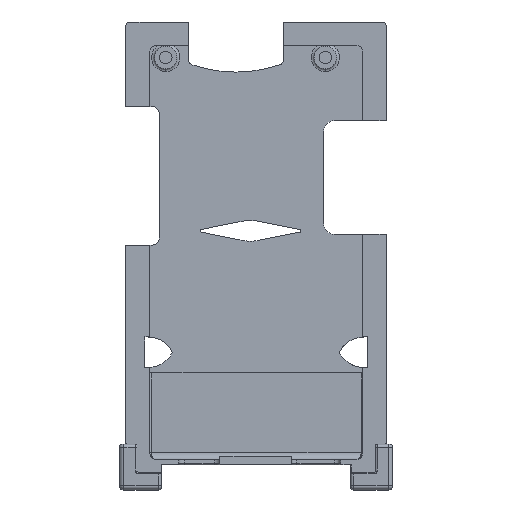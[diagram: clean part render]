
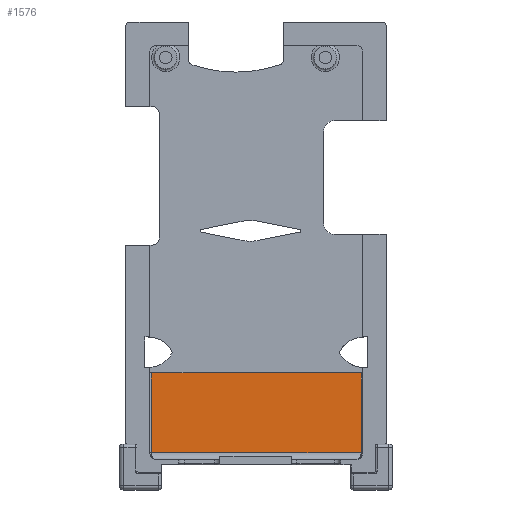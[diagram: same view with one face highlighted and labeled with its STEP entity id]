
A CAD part, front view. The second image highlights one B-rep face of the part: STEP entity #1576.
In plain terms, the highlighted planar face has unit normal (0, -1, 0).
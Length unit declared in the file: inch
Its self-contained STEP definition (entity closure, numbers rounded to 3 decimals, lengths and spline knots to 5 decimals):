
#160 = DIRECTION ( 'NONE',  ( 0., 0., 1. ) ) ;
#354 = DIRECTION ( 'NONE',  ( 1., 0., 0. ) ) ;
#1043 = LINE ( 'NONE', #8843, #11559 ) ;
#1050 = PLANE ( 'NONE',  #2237 ) ;
#1051 = CARTESIAN_POINT ( 'NONE',  ( -0.81568, 0.42915, -0.60913 ) ) ;
#1576 = ADVANCED_FACE ( 'NONE', ( #9943 ), #1050, .F. ) ;
#1646 = VECTOR ( 'NONE', #160, 39.37008 ) ;
#2019 = VERTEX_POINT ( 'NONE', #2212 ) ;
#2045 = LINE ( 'NONE', #5746, #7667 ) ;
#2212 = CARTESIAN_POINT ( 'NONE',  ( 0.677, 0.42915, -0.60913 ) ) ;
#2237 = AXIS2_PLACEMENT_3D ( 'NONE', #9139, #8330, #5561 ) ;
#2511 = ORIENTED_EDGE ( 'NONE', *, *, #9414, .F. ) ;
#3403 = DIRECTION ( 'NONE',  ( 0., 0., -1. ) ) ;
#3800 = EDGE_CURVE ( 'NONE', #10279, #5113, #1043, .T. ) ;
#4676 = ORIENTED_EDGE ( 'NONE', *, *, #3800, .T. ) ;
#5113 = VERTEX_POINT ( 'NONE', #7606 ) ;
#5561 = DIRECTION ( 'NONE',  ( 0., 0., 1. ) ) ;
#5620 = EDGE_LOOP ( 'NONE', ( #4676, #10209, #8405, #2511 ) ) ;
#5746 = CARTESIAN_POINT ( 'NONE',  ( 0., 0.42915, -0.60913 ) ) ;
#6413 = CARTESIAN_POINT ( 'NONE',  ( 0.677, 0.42915, -1.17574 ) ) ;
#6587 = VECTOR ( 'NONE', #9908, 39.37008 ) ;
#6630 = CARTESIAN_POINT ( 'NONE',  ( 0.677, 0.42915, 0. ) ) ;
#6862 = LINE ( 'NONE', #8306, #6587 ) ;
#7606 = CARTESIAN_POINT ( 'NONE',  ( -0.81568, 0.42915, -1.17574 ) ) ;
#7667 = VECTOR ( 'NONE', #354, 39.37008 ) ;
#8306 = CARTESIAN_POINT ( 'NONE',  ( 0., 0.42915, -1.17574 ) ) ;
#8330 = DIRECTION ( 'NONE',  ( 0., 1., 0. ) ) ;
#8351 = EDGE_CURVE ( 'NONE', #9772, #2019, #10382, .T. ) ;
#8405 = ORIENTED_EDGE ( 'NONE', *, *, #8351, .T. ) ;
#8709 = EDGE_CURVE ( 'NONE', #5113, #9772, #6862, .T. ) ;
#8843 = CARTESIAN_POINT ( 'NONE',  ( -0.81568, 0.42915, 0. ) ) ;
#9139 = CARTESIAN_POINT ( 'NONE',  ( 0., 0.42915, 0. ) ) ;
#9414 = EDGE_CURVE ( 'NONE', #10279, #2019, #2045, .T. ) ;
#9772 = VERTEX_POINT ( 'NONE', #6413 ) ;
#9908 = DIRECTION ( 'NONE',  ( 1., 0., 0. ) ) ;
#9943 = FACE_OUTER_BOUND ( 'NONE', #5620, .T. ) ;
#10209 = ORIENTED_EDGE ( 'NONE', *, *, #8709, .T. ) ;
#10279 = VERTEX_POINT ( 'NONE', #1051 ) ;
#10382 = LINE ( 'NONE', #6630, #1646 ) ;
#11559 = VECTOR ( 'NONE', #3403, 39.37008 ) ;
